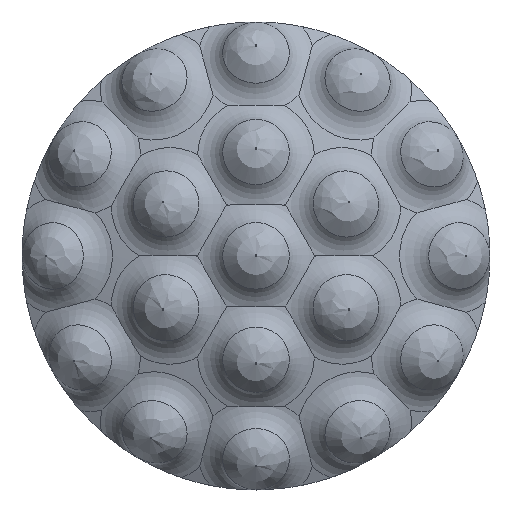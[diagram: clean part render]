
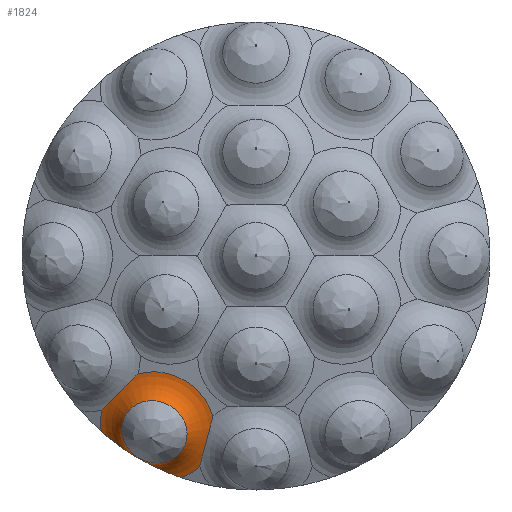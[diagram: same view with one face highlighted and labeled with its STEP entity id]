
A CAD part, top view. The second image highlights one B-rep face of the part: STEP entity #1824.
In plain terms, the highlighted toroidal (fillet/blend) face has major radius 1.603 mm and minor radius 0.9 mm.
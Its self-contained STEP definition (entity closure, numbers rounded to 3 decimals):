
#33=B_SPLINE_CURVE_WITH_KNOTS('',3,(#3521,#3522,#3523,#3524,#3525,#3526,
#3527,#3528,#3529,#3530),.UNSPECIFIED.,.F.,.F.,(4,2,2,2,4),(0.,
0.,0.068,0.136,0.136),
 .UNSPECIFIED.);
#35=B_SPLINE_CURVE_WITH_KNOTS('',3,(#3572,#3573,#3574,#3575,#3576,#3577),
 .UNSPECIFIED.,.F.,.F.,(4,2,4),(1.237,1.285,1.312),
 .UNSPECIFIED.);
#36=B_SPLINE_CURVE_WITH_KNOTS('',3,(#3578,#3579,#3580,#3581,#3582,#3583,
#3584,#3585,#3586,#3587),.UNSPECIFIED.,.F.,.F.,(4,2,2,2,4),(0.,
0.,0.068,0.136,0.136),
 .UNSPECIFIED.);
#37=B_SPLINE_CURVE_WITH_KNOTS('',3,(#3588,#3589,#3590,#3591,#3592,#3593,
#3594,#3595,#3596,#3597,#3598,#3599,#3600,#3601,#3602,#3603),
 .UNSPECIFIED.,.F.,.F.,(4,2,2,2,2,2,2,4),(0.944,0.948,
1.014,1.1,1.135,1.167,1.234,
1.237),.UNSPECIFIED.);
#161=TOROIDAL_SURFACE('',#2043,1.603,0.9);
#229=FACE_OUTER_BOUND('',#336,.T.);
#336=EDGE_LOOP('',(#1442,#1443,#1444,#1445,#1446,#1447,#1448,#1449,#1450,
#1451,#1452));
#533=CIRCLE('',#2025,0.854);
#534=CIRCLE('',#2026,0.854);
#539=CIRCLE('',#2033,1.496);
#542=CIRCLE('',#2037,1.496);
#545=CIRCLE('',#2041,1.496);
#547=CIRCLE('',#2044,0.9);
#751=VERTEX_POINT('',#3510);
#752=VERTEX_POINT('',#3512);
#754=VERTEX_POINT('',#3518);
#755=VERTEX_POINT('',#3520);
#757=VERTEX_POINT('',#3553);
#758=VERTEX_POINT('',#3554);
#760=VERTEX_POINT('',#3560);
#762=VERTEX_POINT('',#3566);
#763=VERTEX_POINT('',#3570);
#998=EDGE_CURVE('',#752,#751,#533,.T.);
#999=EDGE_CURVE('',#751,#752,#534,.T.);
#1002=EDGE_CURVE('',#754,#755,#33,.T.);
#1006=EDGE_CURVE('',#757,#758,#539,.T.);
#1009=EDGE_CURVE('',#760,#755,#542,.T.);
#1012=EDGE_CURVE('',#754,#762,#545,.T.);
#1014=EDGE_CURVE('',#752,#763,#547,.T.);
#1015=EDGE_CURVE('',#757,#763,#35,.F.);
#1016=EDGE_CURVE('',#760,#758,#36,.T.);
#1017=EDGE_CURVE('',#763,#762,#37,.F.);
#1442=ORIENTED_EDGE('',*,*,#998,.T.);
#1443=ORIENTED_EDGE('',*,*,#999,.T.);
#1444=ORIENTED_EDGE('',*,*,#1014,.T.);
#1445=ORIENTED_EDGE('',*,*,#1015,.F.);
#1446=ORIENTED_EDGE('',*,*,#1006,.T.);
#1447=ORIENTED_EDGE('',*,*,#1016,.F.);
#1448=ORIENTED_EDGE('',*,*,#1009,.T.);
#1449=ORIENTED_EDGE('',*,*,#1002,.F.);
#1450=ORIENTED_EDGE('',*,*,#1012,.T.);
#1451=ORIENTED_EDGE('',*,*,#1017,.F.);
#1452=ORIENTED_EDGE('',*,*,#1014,.F.);
#1824=ADVANCED_FACE('',(#229),#161,.F.);
#2025=AXIS2_PLACEMENT_3D('',#3513,#2507,#2508);
#2026=AXIS2_PLACEMENT_3D('',#3514,#2509,#2510);
#2033=AXIS2_PLACEMENT_3D('',#3555,#2523,#2524);
#2037=AXIS2_PLACEMENT_3D('',#3561,#2531,#2532);
#2041=AXIS2_PLACEMENT_3D('',#3567,#2539,#2540);
#2043=AXIS2_PLACEMENT_3D('',#3569,#2543,#2544);
#2044=AXIS2_PLACEMENT_3D('',#3571,#2545,#2546);
#2507=DIRECTION('center_axis',(0.203,0.352,-0.914));
#2508=DIRECTION('ref_axis',(0.866,-0.5,0.));
#2509=DIRECTION('center_axis',(0.203,0.352,-0.914));
#2510=DIRECTION('ref_axis',(0.866,-0.5,0.));
#2523=DIRECTION('center_axis',(-0.203,-0.352,0.914));
#2524=DIRECTION('ref_axis',(0.866,-0.5,0.));
#2531=DIRECTION('center_axis',(-0.203,-0.352,0.914));
#2532=DIRECTION('ref_axis',(0.866,-0.5,0.));
#2539=DIRECTION('center_axis',(-0.203,-0.352,0.914));
#2540=DIRECTION('ref_axis',(0.866,-0.5,0.));
#2543=DIRECTION('center_axis',(0.203,0.352,-0.914));
#2544=DIRECTION('ref_axis',(0.,0.933,0.36));
#2545=DIRECTION('center_axis',(-0.979,0.073,-0.19));
#2546=DIRECTION('ref_axis',(0.,-0.933,-0.36));
#3510=CARTESIAN_POINT('',(40.179,42.062,6.632));
#3512=CARTESIAN_POINT('',(39.439,41.692,6.324));
#3513=CARTESIAN_POINT('Origin',(39.439,42.49,6.632));
#3514=CARTESIAN_POINT('Origin',(39.439,42.49,6.632));
#3518=CARTESIAN_POINT('',(38.092,43.049,6.116));
#3520=CARTESIAN_POINT('',(39.021,43.978,6.681));
#3521=CARTESIAN_POINT('Ctrl Pts',(38.092,43.049,6.116));
#3522=CARTESIAN_POINT('Ctrl Pts',(38.093,43.05,6.117));
#3523=CARTESIAN_POINT('Ctrl Pts',(38.094,43.051,6.117));
#3524=CARTESIAN_POINT('Ctrl Pts',(38.239,43.196,6.22));
#3525=CARTESIAN_POINT('Ctrl Pts',(38.371,43.328,6.329));
#3526=CARTESIAN_POINT('Ctrl Pts',(38.72,43.677,6.542));
#3527=CARTESIAN_POINT('Ctrl Pts',(38.867,43.824,6.602));
#3528=CARTESIAN_POINT('Ctrl Pts',(39.019,43.976,6.68));
#3529=CARTESIAN_POINT('Ctrl Pts',(39.02,43.977,6.68));
#3530=CARTESIAN_POINT('Ctrl Pts',(39.021,43.978,6.681));
#3553=CARTESIAN_POINT('',(40.128,41.314,5.9));
#3554=CARTESIAN_POINT('',(40.597,41.603,6.116));
#3555=CARTESIAN_POINT('Origin',(39.519,42.629,6.271));
#3560=CARTESIAN_POINT('',(40.937,42.872,6.681));
#3561=CARTESIAN_POINT('Origin',(39.519,42.629,6.271));
#3566=CARTESIAN_POINT('',(38.076,42.498,5.9));
#3567=CARTESIAN_POINT('Origin',(39.519,42.629,6.271));
#3569=CARTESIAN_POINT('Origin',(39.337,42.314,7.088));
#3570=CARTESIAN_POINT('',(39.484,41.573,6.044));
#3571=CARTESIAN_POINT('Origin',(39.337,40.818,6.511));
#3572=CARTESIAN_POINT('Ctrl Pts',(39.484,41.573,6.044));
#3573=CARTESIAN_POINT('Ctrl Pts',(39.586,41.525,5.998));
#3574=CARTESIAN_POINT('Ctrl Pts',(39.713,41.468,5.951));
#3575=CARTESIAN_POINT('Ctrl Pts',(39.957,41.374,5.907));
#3576=CARTESIAN_POINT('Ctrl Pts',(40.043,41.342,5.9));
#3577=CARTESIAN_POINT('Ctrl Pts',(40.128,41.314,5.9));
#3578=CARTESIAN_POINT('Ctrl Pts',(40.937,42.872,6.681));
#3579=CARTESIAN_POINT('Ctrl Pts',(40.937,42.871,6.68));
#3580=CARTESIAN_POINT('Ctrl Pts',(40.936,42.869,6.68));
#3581=CARTESIAN_POINT('Ctrl Pts',(40.881,42.662,6.602));
#3582=CARTESIAN_POINT('Ctrl Pts',(40.827,42.461,6.542));
#3583=CARTESIAN_POINT('Ctrl Pts',(40.699,41.983,6.329));
#3584=CARTESIAN_POINT('Ctrl Pts',(40.65,41.803,6.22));
#3585=CARTESIAN_POINT('Ctrl Pts',(40.598,41.606,6.117));
#3586=CARTESIAN_POINT('Ctrl Pts',(40.597,41.605,6.117));
#3587=CARTESIAN_POINT('Ctrl Pts',(40.597,41.603,6.116));
#3588=CARTESIAN_POINT('Ctrl Pts',(38.076,42.498,5.9));
#3589=CARTESIAN_POINT('Ctrl Pts',(38.087,42.489,5.9));
#3590=CARTESIAN_POINT('Ctrl Pts',(38.097,42.48,5.9));
#3591=CARTESIAN_POINT('Ctrl Pts',(38.285,42.317,5.906));
#3592=CARTESIAN_POINT('Ctrl Pts',(38.445,42.196,5.963));
#3593=CARTESIAN_POINT('Ctrl Pts',(38.711,42.007,6.082));
#3594=CARTESIAN_POINT('Ctrl Pts',(38.829,41.932,6.162));
#3595=CARTESIAN_POINT('Ctrl Pts',(38.965,41.85,6.218));
#3596=CARTESIAN_POINT('Ctrl Pts',(39.001,41.828,6.228));
#3597=CARTESIAN_POINT('Ctrl Pts',(39.073,41.786,6.229));
#3598=CARTESIAN_POINT('Ctrl Pts',(39.108,41.767,6.222));
#3599=CARTESIAN_POINT('Ctrl Pts',(39.229,41.7,6.177));
#3600=CARTESIAN_POINT('Ctrl Pts',(39.328,41.647,6.115));
#3601=CARTESIAN_POINT('Ctrl Pts',(39.471,41.579,6.05));
#3602=CARTESIAN_POINT('Ctrl Pts',(39.478,41.576,6.047));
#3603=CARTESIAN_POINT('Ctrl Pts',(39.484,41.573,6.044));
